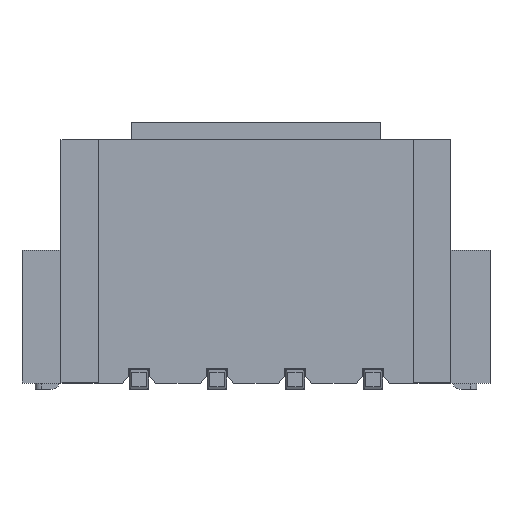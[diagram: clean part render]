
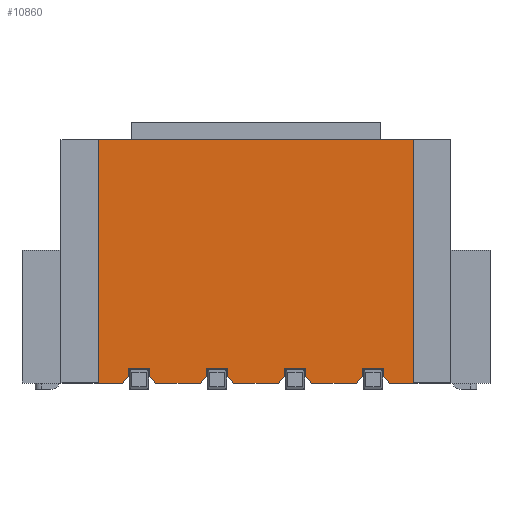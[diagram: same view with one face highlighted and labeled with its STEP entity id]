
A CAD part, top view. The second image highlights one B-rep face of the part: STEP entity #10860.
In plain terms, the highlighted planar face has unit normal (0, 0, 1).
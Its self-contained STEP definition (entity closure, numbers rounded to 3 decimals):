
#1061=DIRECTION('',(0.,-1.,0.));
#1062=VECTOR('',#1061,7.8);
#1063=CARTESIAN_POINT('',(-12.55,0.,5.7));
#1064=LINE('',#1063,#1062);
#1077=DIRECTION('',(-1.,0.,0.));
#1078=VECTOR('',#1077,10.1);
#1079=CARTESIAN_POINT('',(-2.45,0.,5.7));
#1080=LINE('',#1079,#1078);
#2805=DIRECTION('',(-1.,0.,0.));
#2806=VECTOR('',#2805,0.68);
#2807=CARTESIAN_POINT('',(-10.91,-7.35,5.7));
#2808=LINE('',#2807,#2806);
#2809=DIRECTION('',(0.,-1.,0.));
#2810=VECTOR('',#2809,0.25);
#2811=CARTESIAN_POINT('',(-11.59,-7.35,5.7));
#2812=LINE('',#2811,#2810);
#2813=DIRECTION('',(-0.707,-0.707,0.));
#2814=VECTOR('',#2813,0.283);
#2815=CARTESIAN_POINT('',(-11.59,-7.6,5.7));
#2816=LINE('',#2815,#2814);
#2817=DIRECTION('',(-1.,0.,0.));
#2818=VECTOR('',#2817,0.76);
#2819=CARTESIAN_POINT('',(-11.79,-7.8,5.7));
#2820=LINE('',#2819,#2818);
#2821=DIRECTION('',(-1.,0.,0.));
#2822=VECTOR('',#2821,0.76);
#2823=CARTESIAN_POINT('',(-2.45,-7.8,5.7));
#2824=LINE('',#2823,#2822);
#2825=DIRECTION('',(-0.707,0.707,0.));
#2826=VECTOR('',#2825,0.283);
#2827=CARTESIAN_POINT('',(-3.21,-7.8,5.7));
#2828=LINE('',#2827,#2826);
#2829=DIRECTION('',(-0.707,-0.707,0.));
#2830=VECTOR('',#2829,0.283);
#2831=CARTESIAN_POINT('',(-4.09,-7.6,5.7));
#2832=LINE('',#2831,#2830);
#2833=DIRECTION('',(-1.,0.,0.));
#2834=VECTOR('',#2833,1.42);
#2835=CARTESIAN_POINT('',(-4.29,-7.8,5.7));
#2836=LINE('',#2835,#2834);
#2837=DIRECTION('',(-0.707,0.707,0.));
#2838=VECTOR('',#2837,0.283);
#2839=CARTESIAN_POINT('',(-5.71,-7.8,5.7));
#2840=LINE('',#2839,#2838);
#2841=DIRECTION('',(-0.707,-0.707,0.));
#2842=VECTOR('',#2841,0.283);
#2843=CARTESIAN_POINT('',(-6.59,-7.6,5.7));
#2844=LINE('',#2843,#2842);
#2845=DIRECTION('',(-1.,0.,0.));
#2846=VECTOR('',#2845,1.42);
#2847=CARTESIAN_POINT('',(-6.79,-7.8,5.7));
#2848=LINE('',#2847,#2846);
#2849=DIRECTION('',(-0.707,0.707,0.));
#2850=VECTOR('',#2849,0.283);
#2851=CARTESIAN_POINT('',(-8.21,-7.8,5.7));
#2852=LINE('',#2851,#2850);
#2853=DIRECTION('',(-0.707,-0.707,0.));
#2854=VECTOR('',#2853,0.283);
#2855=CARTESIAN_POINT('',(-9.09,-7.6,5.7));
#2856=LINE('',#2855,#2854);
#2857=DIRECTION('',(-1.,0.,0.));
#2858=VECTOR('',#2857,1.42);
#2859=CARTESIAN_POINT('',(-9.29,-7.8,5.7));
#2860=LINE('',#2859,#2858);
#2861=DIRECTION('',(-0.707,0.707,0.));
#2862=VECTOR('',#2861,0.283);
#2863=CARTESIAN_POINT('',(-10.71,-7.8,5.7));
#2864=LINE('',#2863,#2862);
#2869=DIRECTION('',(0.,-1.,0.));
#2870=VECTOR('',#2869,0.25);
#2871=CARTESIAN_POINT('',(-10.91,-7.35,5.7));
#2872=LINE('',#2871,#2870);
#2901=DIRECTION('',(0.,1.,0.));
#2902=VECTOR('',#2901,0.25);
#2903=CARTESIAN_POINT('',(-9.09,-7.6,5.7));
#2904=LINE('',#2903,#2902);
#2913=DIRECTION('',(1.,0.,0.));
#2914=VECTOR('',#2913,0.68);
#2915=CARTESIAN_POINT('',(-9.09,-7.35,5.7));
#2916=LINE('',#2915,#2914);
#2917=DIRECTION('',(0.,-1.,0.));
#2918=VECTOR('',#2917,0.25);
#2919=CARTESIAN_POINT('',(-8.41,-7.35,5.7));
#2920=LINE('',#2919,#2918);
#2949=DIRECTION('',(0.,1.,0.));
#2950=VECTOR('',#2949,0.25);
#2951=CARTESIAN_POINT('',(-6.59,-7.6,5.7));
#2952=LINE('',#2951,#2950);
#2961=DIRECTION('',(1.,0.,0.));
#2962=VECTOR('',#2961,0.68);
#2963=CARTESIAN_POINT('',(-6.59,-7.35,5.7));
#2964=LINE('',#2963,#2962);
#2965=DIRECTION('',(0.,-1.,0.));
#2966=VECTOR('',#2965,0.25);
#2967=CARTESIAN_POINT('',(-5.91,-7.35,5.7));
#2968=LINE('',#2967,#2966);
#2997=DIRECTION('',(0.,1.,0.));
#2998=VECTOR('',#2997,0.25);
#2999=CARTESIAN_POINT('',(-4.09,-7.6,5.7));
#3000=LINE('',#2999,#2998);
#3001=DIRECTION('',(1.,0.,0.));
#3002=VECTOR('',#3001,0.68);
#3003=CARTESIAN_POINT('',(-4.09,-7.35,5.7));
#3004=LINE('',#3003,#3002);
#3013=DIRECTION('',(0.,-1.,0.));
#3014=VECTOR('',#3013,0.25);
#3015=CARTESIAN_POINT('',(-3.41,-7.35,5.7));
#3016=LINE('',#3015,#3014);
#3045=DIRECTION('',(0.,1.,0.));
#3046=VECTOR('',#3045,7.8);
#3047=CARTESIAN_POINT('',(-2.45,-7.8,5.7));
#3048=LINE('',#3047,#3046);
#5263=CARTESIAN_POINT('',(-10.71,-7.8,5.7));
#5265=VERTEX_POINT('',#5263);
#5267=CARTESIAN_POINT('',(-9.29,-7.8,5.7));
#5268=VERTEX_POINT('',#5267);
#5271=CARTESIAN_POINT('',(-8.21,-7.8,5.7));
#5273=VERTEX_POINT('',#5271);
#5275=CARTESIAN_POINT('',(-6.79,-7.8,5.7));
#5276=VERTEX_POINT('',#5275);
#5279=CARTESIAN_POINT('',(-5.71,-7.8,5.7));
#5281=VERTEX_POINT('',#5279);
#5283=CARTESIAN_POINT('',(-4.29,-7.8,5.7));
#5284=VERTEX_POINT('',#5283);
#5295=CARTESIAN_POINT('',(-12.55,-7.8,5.7));
#5296=VERTEX_POINT('',#5295);
#5297=CARTESIAN_POINT('',(-11.79,-7.8,5.7));
#5298=VERTEX_POINT('',#5297);
#5311=CARTESIAN_POINT('',(-3.21,-7.8,5.7));
#5312=VERTEX_POINT('',#5311);
#5313=CARTESIAN_POINT('',(-2.45,-7.8,5.7));
#5314=VERTEX_POINT('',#5313);
#5363=CARTESIAN_POINT('',(-11.59,-7.35,5.7));
#5364=VERTEX_POINT('',#5363);
#5365=CARTESIAN_POINT('',(-11.59,-7.6,5.7));
#5366=VERTEX_POINT('',#5365);
#5367=CARTESIAN_POINT('',(-10.91,-7.35,5.7));
#5368=CARTESIAN_POINT('',(-10.91,-7.6,5.7));
#5369=VERTEX_POINT('',#5367);
#5370=VERTEX_POINT('',#5368);
#5371=CARTESIAN_POINT('',(-12.55,0.,5.7));
#5372=VERTEX_POINT('',#5371);
#5373=CARTESIAN_POINT('',(-2.45,0.,5.7));
#5374=VERTEX_POINT('',#5373);
#5375=CARTESIAN_POINT('',(-3.41,-7.6,5.7));
#5376=VERTEX_POINT('',#5375);
#5377=CARTESIAN_POINT('',(-3.41,-7.35,5.7));
#5378=VERTEX_POINT('',#5377);
#5379=CARTESIAN_POINT('',(-4.09,-7.35,5.7));
#5380=VERTEX_POINT('',#5379);
#5381=CARTESIAN_POINT('',(-4.09,-7.6,5.7));
#5382=VERTEX_POINT('',#5381);
#5383=CARTESIAN_POINT('',(-5.91,-7.6,5.7));
#5384=VERTEX_POINT('',#5383);
#5385=CARTESIAN_POINT('',(-5.91,-7.35,5.7));
#5386=VERTEX_POINT('',#5385);
#5387=CARTESIAN_POINT('',(-6.59,-7.35,5.7));
#5388=VERTEX_POINT('',#5387);
#5389=CARTESIAN_POINT('',(-6.59,-7.6,5.7));
#5390=VERTEX_POINT('',#5389);
#5391=CARTESIAN_POINT('',(-8.41,-7.6,5.7));
#5392=VERTEX_POINT('',#5391);
#5393=CARTESIAN_POINT('',(-8.41,-7.35,5.7));
#5394=VERTEX_POINT('',#5393);
#5395=CARTESIAN_POINT('',(-9.09,-7.35,5.7));
#5396=VERTEX_POINT('',#5395);
#5397=CARTESIAN_POINT('',(-9.09,-7.6,5.7));
#5398=VERTEX_POINT('',#5397);
#10803=CARTESIAN_POINT('',(-7.5,-3.9,5.7));
#10804=DIRECTION('',(0.,0.,1.));
#10805=DIRECTION('',(1.,0.,0.));
#10806=AXIS2_PLACEMENT_3D('',#10803,#10804,#10805);
#10807=PLANE('',#10806);
#10809=ORIENTED_EDGE('',*,*,#10808,.F.);
#10810=ORIENTED_EDGE('',*,*,#10795,.T.);
#10811=ORIENTED_EDGE('',*,*,#10784,.T.);
#10813=ORIENTED_EDGE('',*,*,#10812,.T.);
#10814=ORIENTED_EDGE('',*,*,#8296,.T.);
#10815=ORIENTED_EDGE('',*,*,#8340,.F.);
#10816=ORIENTED_EDGE('',*,*,#8365,.F.);
#10818=ORIENTED_EDGE('',*,*,#10817,.F.);
#10819=ORIENTED_EDGE('',*,*,#10697,.T.);
#10821=ORIENTED_EDGE('',*,*,#10820,.T.);
#10823=ORIENTED_EDGE('',*,*,#10822,.F.);
#10825=ORIENTED_EDGE('',*,*,#10824,.F.);
#10827=ORIENTED_EDGE('',*,*,#10826,.F.);
#10829=ORIENTED_EDGE('',*,*,#10828,.T.);
#10831=ORIENTED_EDGE('',*,*,#10830,.T.);
#10833=ORIENTED_EDGE('',*,*,#10832,.T.);
#10835=ORIENTED_EDGE('',*,*,#10834,.F.);
#10837=ORIENTED_EDGE('',*,*,#10836,.F.);
#10839=ORIENTED_EDGE('',*,*,#10838,.F.);
#10841=ORIENTED_EDGE('',*,*,#10840,.T.);
#10843=ORIENTED_EDGE('',*,*,#10842,.T.);
#10845=ORIENTED_EDGE('',*,*,#10844,.T.);
#10847=ORIENTED_EDGE('',*,*,#10846,.F.);
#10849=ORIENTED_EDGE('',*,*,#10848,.F.);
#10851=ORIENTED_EDGE('',*,*,#10850,.F.);
#10853=ORIENTED_EDGE('',*,*,#10852,.T.);
#10855=ORIENTED_EDGE('',*,*,#10854,.T.);
#10857=ORIENTED_EDGE('',*,*,#10856,.T.);
#10858=EDGE_LOOP('',(#10809,#10810,#10811,#10813,#10814,#10815,#10816,#10818,
#10819,#10821,#10823,#10825,#10827,#10829,#10831,#10833,#10835,#10837,#10839,
#10841,#10843,#10845,#10847,#10849,#10851,#10853,#10855,#10857));
#10859=FACE_OUTER_BOUND('',#10858,.F.);
#10860=ADVANCED_FACE('',(#10859),#10807,.T.);
#8296=EDGE_CURVE('',#5298,#5296,#2820,.T.);
#8340=EDGE_CURVE('',#5372,#5296,#1064,.T.);
#8365=EDGE_CURVE('',#5374,#5372,#1080,.T.);
#10697=EDGE_CURVE('',#5314,#5312,#2824,.T.);
#10784=EDGE_CURVE('',#5364,#5366,#2812,.T.);
#10795=EDGE_CURVE('',#5369,#5364,#2808,.T.);
#10808=EDGE_CURVE('',#5369,#5370,#2872,.T.);
#10812=EDGE_CURVE('',#5366,#5298,#2816,.T.);
#10817=EDGE_CURVE('',#5314,#5374,#3048,.T.);
#10820=EDGE_CURVE('',#5312,#5376,#2828,.T.);
#10822=EDGE_CURVE('',#5378,#5376,#3016,.T.);
#10824=EDGE_CURVE('',#5380,#5378,#3004,.T.);
#10826=EDGE_CURVE('',#5382,#5380,#3000,.T.);
#10828=EDGE_CURVE('',#5382,#5284,#2832,.T.);
#10830=EDGE_CURVE('',#5284,#5281,#2836,.T.);
#10832=EDGE_CURVE('',#5281,#5384,#2840,.T.);
#10834=EDGE_CURVE('',#5386,#5384,#2968,.T.);
#10836=EDGE_CURVE('',#5388,#5386,#2964,.T.);
#10838=EDGE_CURVE('',#5390,#5388,#2952,.T.);
#10840=EDGE_CURVE('',#5390,#5276,#2844,.T.);
#10842=EDGE_CURVE('',#5276,#5273,#2848,.T.);
#10844=EDGE_CURVE('',#5273,#5392,#2852,.T.);
#10846=EDGE_CURVE('',#5394,#5392,#2920,.T.);
#10848=EDGE_CURVE('',#5396,#5394,#2916,.T.);
#10850=EDGE_CURVE('',#5398,#5396,#2904,.T.);
#10852=EDGE_CURVE('',#5398,#5268,#2856,.T.);
#10854=EDGE_CURVE('',#5268,#5265,#2860,.T.);
#10856=EDGE_CURVE('',#5265,#5370,#2864,.T.);
